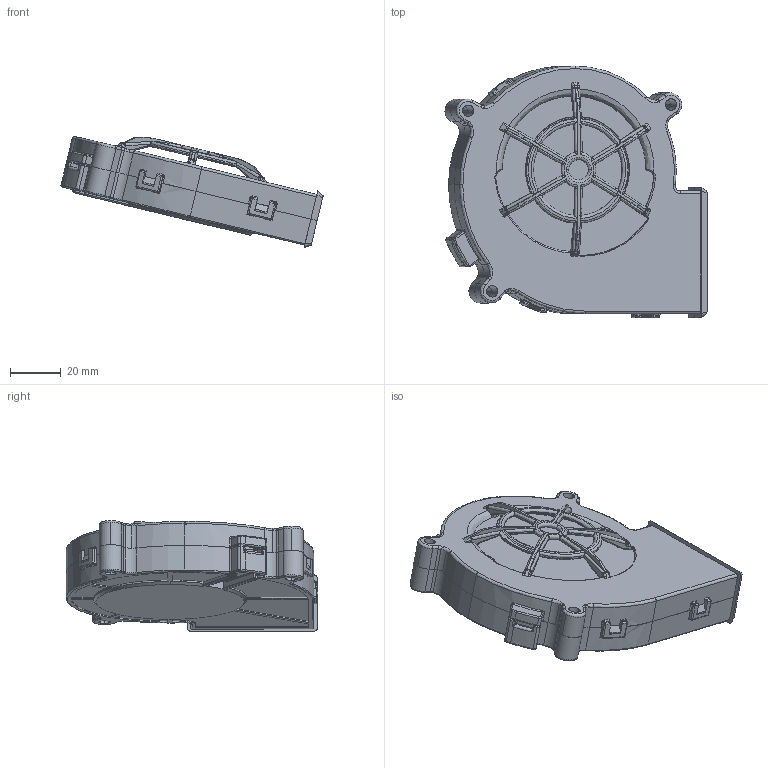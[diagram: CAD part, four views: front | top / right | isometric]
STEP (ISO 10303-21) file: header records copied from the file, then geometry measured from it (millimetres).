
FILE_DESCRIPTION (( 'STEP AP214' ), '1' );
FILE_NAME ('BFB1012HD-04D4L.STP', '2018-04-18T17:23:55', ( '' ), ( '' ), 'SwSTEP 2.0', 'SolidWorks 2017', '' );
FILE_SCHEMA (( 'AUTOMOTIVE_DESIGN' ));
Length unit declared in the file: millimetre
Products named in the file (3): BFB1012HD-04D4L; PRT0036_1_3-1; PRT0035_1_2-1
Assembly tree (2 placements, depth 2):
  BFB1012HD-04D4L
    PRT0035_1_2-1
    PRT0036_1_3-1
Bounding box: 103.32 x 99.28 x 43.7 mm (x, y, z)
Volume: 168170.7 mm3; surface area: 49725.5 mm2
Topology: 2 solids, 2 shells, 1226 faces, 3528 edges, 2197 vertices
Faces by surface type: cylinder 525, bspline 413, plane 251, cone 37
Entity records: 60241 total; most frequent: CARTESIAN_POINT 34801, ORIENTED_EDGE 6868, EDGE_CURVE 3434, DIRECTION 3148, VERTEX_POINT 2197, B_SPLINE_CURVE_WITH_KNOTS 2120, EDGE_LOOP 1257, AXIS2_PLACEMENT_3D 1256
